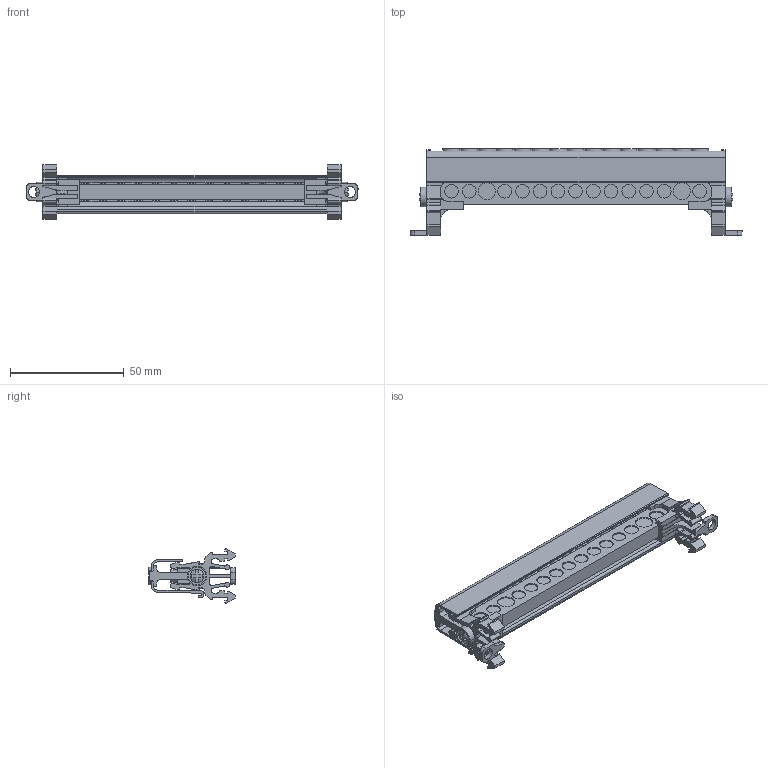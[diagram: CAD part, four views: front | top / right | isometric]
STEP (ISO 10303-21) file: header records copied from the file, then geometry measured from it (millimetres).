
FILE_DESCRIPTION (( 'STEP AP203' ), '1' );
FILE_NAME ('7x12 Tek Kutuplu Daðýtýcý Ünite - 15 Delikli.STEP', '2018-12-07T06:29:43', ( '' ), ( '' ), 'SwSTEP 2.0', 'SolidWorks 2011', '' );
FILE_SCHEMA (( 'CONFIG_CONTROL_DESIGN' ));
Length unit declared in the file: millimetre
Products named in the file (1): 7x12 Tek Kutuplu Daðýtýcý Ünite - 15 Delikli
Bounding box: 146.08 x 37.99 x 24 mm (x, y, z)
Volume: 21612.1 mm3; surface area: 25395.5 mm2
Topology: 1 solids, 4 shells, 1069 faces, 3031 edges, 2014 vertices
Faces by surface type: plane 546, cylinder 278, cone 168, bspline 65, torus 12
Entity records: 36808 total; most frequent: CARTESIAN_POINT 8879, ORIENTED_EDGE 6062, DIRECTION 5644, EDGE_CURVE 3031, VERTEX_POINT 2014, AXIS2_PLACEMENT_3D 1971, LINE 1702, VECTOR 1702
